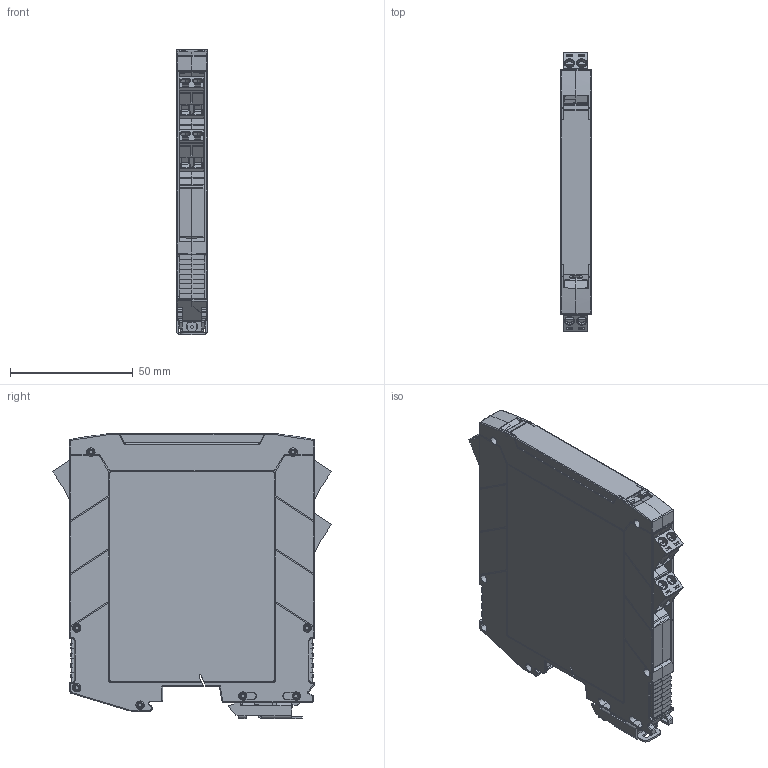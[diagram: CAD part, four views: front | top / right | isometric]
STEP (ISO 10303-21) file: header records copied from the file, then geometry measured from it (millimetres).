
FILE_DESCRIPTION (( 'STEP AP214' ), '1' );
FILE_NAME ('XTD2-0-UNV-S.STEP', '2023-03-08T23:51:47', ( '' ), ( '' ), 'SwSTEP 2.0', 'SolidWorks 2021', '' );
FILE_SCHEMA (( 'AUTOMOTIVE_DESIGN' ));
Products named in the file (1): XTD2-0-UNV-S
Bounding box: 12.6 x 113.79 x 116.25 mm (x, y, z)
Volume: 47447.4 mm3; surface area: 64114.1 mm2
Topology: 1 solids, 10 shells, 3721 faces, 10022 edges, 6358 vertices
Faces by surface type: plane 2225, cylinder 691, cone 429, torus 249, bspline 118, sphere 9
Entity records: 136656 total; most frequent: CARTESIAN_POINT 48943, ORIENTED_EDGE 20044, DIRECTION 15446, EDGE_CURVE 10022, VERTEX_POINT 6358, LINE 6182, VECTOR 6182, AXIS2_PLACEMENT_3D 4632
